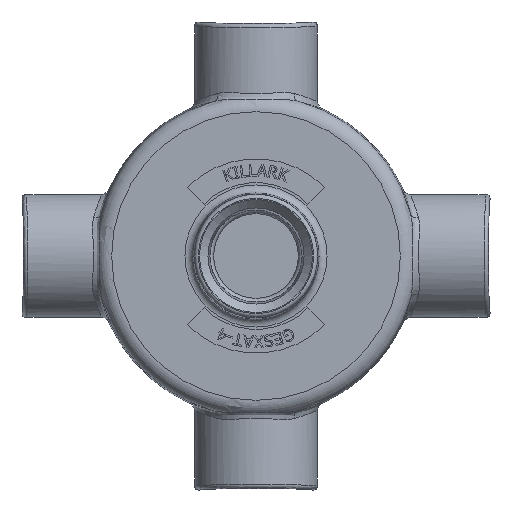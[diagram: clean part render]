
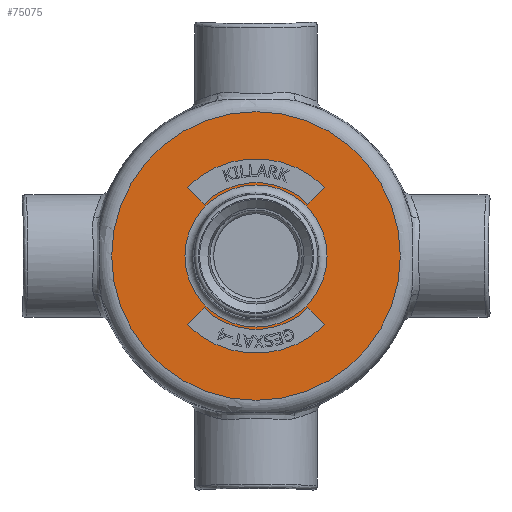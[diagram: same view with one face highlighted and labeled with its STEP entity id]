
A CAD part, front view. The second image highlights one B-rep face of the part: STEP entity #75075.
In plain terms, the highlighted planar face has unit normal (0, -1, 0).
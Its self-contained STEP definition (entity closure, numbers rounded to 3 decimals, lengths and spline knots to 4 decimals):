
#3668=FACE_BOUND('',#11313,.T.);
#3669=FACE_BOUND('',#11314,.T.);
#3670=FACE_BOUND('',#11315,.T.);
#4064=PLANE('',#79432);
#7108=FACE_OUTER_BOUND('',#11312,.T.);
#11312=EDGE_LOOP('',(#52685,#52686));
#11313=EDGE_LOOP('',(#52687,#52688,#52689,#52690));
#11314=EDGE_LOOP('',(#52691,#52692,#52693,#52694));
#11315=EDGE_LOOP('',(#52695,#52696));
#15854=LINE('',#100921,#24457);
#15855=LINE('',#100924,#24458);
#15856=LINE('',#100929,#24459);
#15857=LINE('',#100932,#24460);
#24457=VECTOR('',#83058,0.3937);
#24458=VECTOR('',#83061,0.3937);
#24459=VECTOR('',#83064,0.3937);
#24460=VECTOR('',#83067,0.3937);
#33109=CIRCLE('',#79430,1.1192);
#33110=CIRCLE('',#79431,1.1192);
#33111=CIRCLE('',#79433,2.2747);
#33112=CIRCLE('',#79434,2.2747);
#33113=CIRCLE('',#79435,1.5313);
#33114=CIRCLE('',#79436,1.1563);
#33115=CIRCLE('',#79437,1.5313);
#33116=CIRCLE('',#79438,1.1563);
#33497=VERTEX_POINT('',#100907);
#33498=VERTEX_POINT('',#100909);
#33499=VERTEX_POINT('',#100913);
#33500=VERTEX_POINT('',#100914);
#33501=VERTEX_POINT('',#100917);
#33502=VERTEX_POINT('',#100918);
#33503=VERTEX_POINT('',#100920);
#33504=VERTEX_POINT('',#100922);
#33505=VERTEX_POINT('',#100925);
#33506=VERTEX_POINT('',#100926);
#33507=VERTEX_POINT('',#100928);
#33508=VERTEX_POINT('',#100930);
#41130=EDGE_CURVE('',#33497,#33498,#33109,.T.);
#41131=EDGE_CURVE('',#33498,#33497,#33110,.T.);
#41132=EDGE_CURVE('',#33499,#33500,#33111,.T.);
#41133=EDGE_CURVE('',#33500,#33499,#33112,.T.);
#41134=EDGE_CURVE('',#33501,#33502,#33113,.T.);
#41135=EDGE_CURVE('',#33502,#33503,#15854,.T.);
#41136=EDGE_CURVE('',#33503,#33504,#33114,.T.);
#41137=EDGE_CURVE('',#33504,#33501,#15855,.T.);
#41138=EDGE_CURVE('',#33505,#33506,#33115,.T.);
#41139=EDGE_CURVE('',#33506,#33507,#15856,.T.);
#41140=EDGE_CURVE('',#33507,#33508,#33116,.T.);
#41141=EDGE_CURVE('',#33508,#33505,#15857,.T.);
#52685=ORIENTED_EDGE('',*,*,#41132,.F.);
#52686=ORIENTED_EDGE('',*,*,#41133,.F.);
#52687=ORIENTED_EDGE('',*,*,#41134,.T.);
#52688=ORIENTED_EDGE('',*,*,#41135,.T.);
#52689=ORIENTED_EDGE('',*,*,#41136,.T.);
#52690=ORIENTED_EDGE('',*,*,#41137,.T.);
#52691=ORIENTED_EDGE('',*,*,#41138,.T.);
#52692=ORIENTED_EDGE('',*,*,#41139,.T.);
#52693=ORIENTED_EDGE('',*,*,#41140,.T.);
#52694=ORIENTED_EDGE('',*,*,#41141,.T.);
#52695=ORIENTED_EDGE('',*,*,#41131,.F.);
#52696=ORIENTED_EDGE('',*,*,#41130,.F.);
#75075=ADVANCED_FACE('',(#7108,#3668,#3669,#3670),#4064,.T.);
#79430=AXIS2_PLACEMENT_3D('',#100910,#83046,#83047);
#79431=AXIS2_PLACEMENT_3D('',#100911,#83048,#83049);
#79432=AXIS2_PLACEMENT_3D('',#100912,#83050,#83051);
#79433=AXIS2_PLACEMENT_3D('',#100915,#83052,#83053);
#79434=AXIS2_PLACEMENT_3D('',#100916,#83054,#83055);
#79435=AXIS2_PLACEMENT_3D('',#100919,#83056,#83057);
#79436=AXIS2_PLACEMENT_3D('',#100923,#83059,#83060);
#79437=AXIS2_PLACEMENT_3D('',#100927,#83062,#83063);
#79438=AXIS2_PLACEMENT_3D('',#100931,#83065,#83066);
#83046=DIRECTION('center_axis',(0.,-1.,0.));
#83047=DIRECTION('ref_axis',(-1.,0.,0.));
#83048=DIRECTION('center_axis',(0.,-1.,0.));
#83049=DIRECTION('ref_axis',(-1.,0.,0.));
#83050=DIRECTION('center_axis',(0.,-1.,0.));
#83051=DIRECTION('ref_axis',(0.,0.,-1.));
#83052=DIRECTION('center_axis',(0.,1.,0.));
#83053=DIRECTION('ref_axis',(-1.,0.,0.));
#83054=DIRECTION('center_axis',(0.,1.,0.));
#83055=DIRECTION('ref_axis',(-1.,0.,0.));
#83056=DIRECTION('center_axis',(0.,1.,0.));
#83057=DIRECTION('ref_axis',(0.707,0.,0.707));
#83058=DIRECTION('',(0.707,0.,0.707));
#83059=DIRECTION('center_axis',(0.,-1.,0.));
#83060=DIRECTION('ref_axis',(-0.707,0.,-0.707));
#83061=DIRECTION('',(0.707,0.,-0.707));
#83062=DIRECTION('center_axis',(0.,1.,0.));
#83063=DIRECTION('ref_axis',(-0.707,0.,-0.707));
#83064=DIRECTION('',(-0.707,0.,-0.707));
#83065=DIRECTION('center_axis',(0.,-1.,0.));
#83066=DIRECTION('ref_axis',(0.707,0.,0.707));
#83067=DIRECTION('',(-0.707,0.,0.707));
#100907=CARTESIAN_POINT('',(0.,-1.0938,-1.1192));
#100909=CARTESIAN_POINT('',(1.1192,-1.0938,0.));
#100910=CARTESIAN_POINT('Origin',(0.,-1.0938,0.));
#100911=CARTESIAN_POINT('Origin',(0.,-1.0938,0.));
#100912=CARTESIAN_POINT('Origin',(1.2591,-1.0938,0.));
#100913=CARTESIAN_POINT('',(2.2747,-1.0938,0.));
#100914=CARTESIAN_POINT('',(0.,-1.0938,2.2747));
#100915=CARTESIAN_POINT('Origin',(0.,-1.0938,0.));
#100916=CARTESIAN_POINT('Origin',(0.,-1.0938,0.));
#100917=CARTESIAN_POINT('',(1.0828,-1.0938,-1.0828));
#100918=CARTESIAN_POINT('',(-1.0828,-1.0938,-1.0828));
#100919=CARTESIAN_POINT('Origin',(0.,-1.0938,0.));
#100920=CARTESIAN_POINT('',(-0.8176,-1.0938,-0.8176));
#100921=CARTESIAN_POINT('',(-0.094,-1.0938,-0.094));
#100922=CARTESIAN_POINT('',(0.8176,-1.0938,-0.8176));
#100923=CARTESIAN_POINT('Origin',(0.,-1.0938,0.));
#100924=CARTESIAN_POINT('',(0.8562,-1.0938,-0.8562));
#100925=CARTESIAN_POINT('',(-1.0828,-1.0938,1.0828));
#100926=CARTESIAN_POINT('',(1.0828,-1.0938,1.0828));
#100927=CARTESIAN_POINT('Origin',(0.,-1.0938,0.));
#100928=CARTESIAN_POINT('',(0.8176,-1.0938,0.8176));
#100929=CARTESIAN_POINT('',(0.7236,-1.0938,0.7236));
#100930=CARTESIAN_POINT('',(-0.8176,-1.0938,0.8176));
#100931=CARTESIAN_POINT('Origin',(0.,-1.0938,0.));
#100932=CARTESIAN_POINT('',(-0.2266,-1.0938,0.2266));
